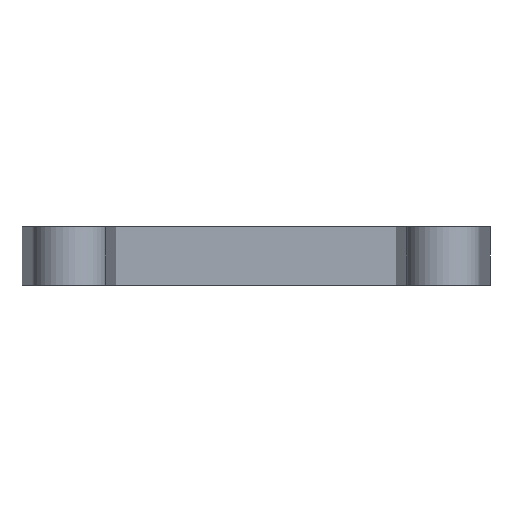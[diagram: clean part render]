
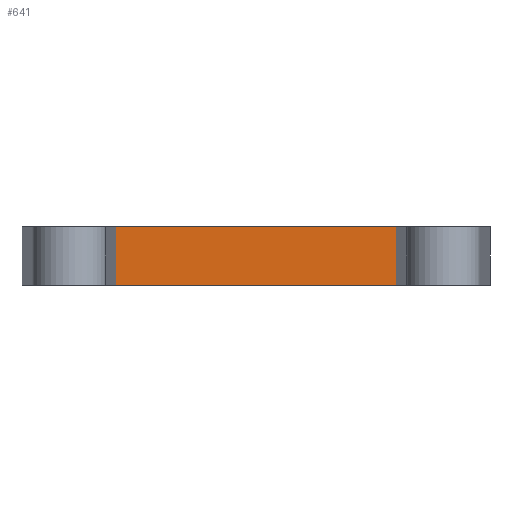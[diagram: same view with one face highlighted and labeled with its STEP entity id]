
A CAD part, front view. The second image highlights one B-rep face of the part: STEP entity #641.
In plain terms, the highlighted planar face has unit normal (0, -1, 0).
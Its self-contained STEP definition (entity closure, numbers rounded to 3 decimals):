
#11 = DIRECTION ( 'NONE',  ( 1., 0., 0. ) ) ;
#30 = AXIS2_PLACEMENT_3D ( 'NONE', #647, #661, #225 ) ;
#43 = DIRECTION ( 'NONE',  ( 1., 0., 0. ) ) ;
#47 = CARTESIAN_POINT ( 'NONE',  ( 1.9, -2.2, 0.4 ) ) ;
#60 = ORIENTED_EDGE ( 'NONE', *, *, #666, .F. ) ;
#79 = FACE_OUTER_BOUND ( 'NONE', #738, .T. ) ;
#90 = LINE ( 'NONE', #780, #511 ) ;
#101 = LINE ( 'NONE', #495, #242 ) ;
#105 = VERTEX_POINT ( 'NONE', #47 ) ;
#128 = VECTOR ( 'NONE', #347, 1000. ) ;
#225 = DIRECTION ( 'NONE',  ( -1., 0., 0. ) ) ;
#242 = VECTOR ( 'NONE', #43, 1000. ) ;
#280 = LINE ( 'NONE', #796, #128 ) ;
#286 = EDGE_CURVE ( 'NONE', #105, #695, #734, .T. ) ;
#294 = CARTESIAN_POINT ( 'NONE',  ( -1.9, -2.2, 0.4 ) ) ;
#328 = ORIENTED_EDGE ( 'NONE', *, *, #771, .T. ) ;
#335 = DIRECTION ( 'NONE',  ( 0., 0., -1. ) ) ;
#347 = DIRECTION ( 'NONE',  ( 0., 0., -1. ) ) ;
#398 = CARTESIAN_POINT ( 'NONE',  ( 1.9, -2.2, -0.4 ) ) ;
#423 = EDGE_CURVE ( 'NONE', #484, #695, #101, .T. ) ;
#430 = VERTEX_POINT ( 'NONE', #294 ) ;
#470 = VECTOR ( 'NONE', #335, 1000. ) ;
#484 = VERTEX_POINT ( 'NONE', #823 ) ;
#495 = CARTESIAN_POINT ( 'NONE',  ( -1.9, -2.2, -0.4 ) ) ;
#511 = VECTOR ( 'NONE', #11, 1000. ) ;
#512 = ORIENTED_EDGE ( 'NONE', *, *, #423, .T. ) ;
#533 = PLANE ( 'NONE',  #30 ) ;
#641 = ADVANCED_FACE ( 'NONE', ( #79 ), #533, .F. ) ;
#647 = CARTESIAN_POINT ( 'NONE',  ( -1.9, -2.2, 0.4 ) ) ;
#661 = DIRECTION ( 'NONE',  ( 0., 1., 0. ) ) ;
#666 = EDGE_CURVE ( 'NONE', #430, #105, #90, .T. ) ;
#695 = VERTEX_POINT ( 'NONE', #398 ) ;
#734 = LINE ( 'NONE', #802, #470 ) ;
#738 = EDGE_LOOP ( 'NONE', ( #512, #809, #60, #328 ) ) ;
#771 = EDGE_CURVE ( 'NONE', #430, #484, #280, .T. ) ;
#780 = CARTESIAN_POINT ( 'NONE',  ( -1.9, -2.2, 0.4 ) ) ;
#796 = CARTESIAN_POINT ( 'NONE',  ( -1.9, -2.2, 0.4 ) ) ;
#802 = CARTESIAN_POINT ( 'NONE',  ( 1.9, -2.2, 0.4 ) ) ;
#809 = ORIENTED_EDGE ( 'NONE', *, *, #286, .F. ) ;
#823 = CARTESIAN_POINT ( 'NONE',  ( -1.9, -2.2, -0.4 ) ) ;
